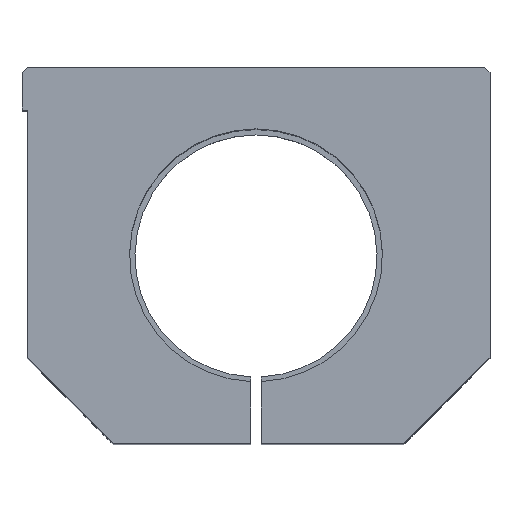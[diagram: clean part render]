
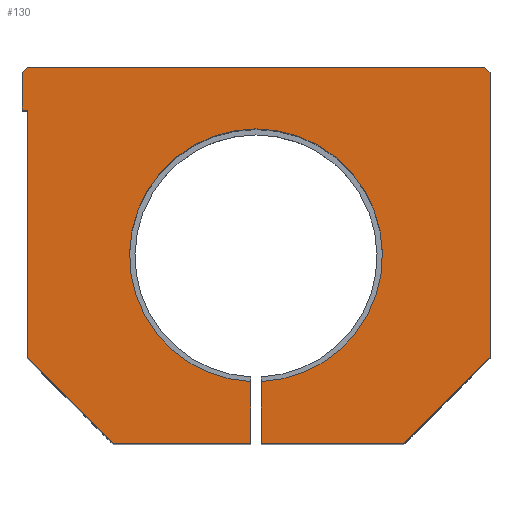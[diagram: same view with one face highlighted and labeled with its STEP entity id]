
A CAD part, top view. The second image highlights one B-rep face of the part: STEP entity #130.
In plain terms, the highlighted planar face has unit normal (0, 0, 1).
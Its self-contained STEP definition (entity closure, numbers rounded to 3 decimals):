
#130 = ADVANCED_FACE( '', ( #321 ), #322, .T. );
#321 = FACE_OUTER_BOUND( '', #584, .T. );
#322 = PLANE( '', #585 );
#584 = EDGE_LOOP( '', ( #927, #928, #929, #930, #931, #932, #933, #934, #935, #936, #937, #938, #939, #940 ) );
#585 = AXIS2_PLACEMENT_3D( '', #941, #942, #943 );
#927 = ORIENTED_EDGE( '', *, *, #1430, .F. );
#928 = ORIENTED_EDGE( '', *, *, #1492, .T. );
#929 = ORIENTED_EDGE( '', *, *, #1493, .T. );
#930 = ORIENTED_EDGE( '', *, *, #1494, .T. );
#931 = ORIENTED_EDGE( '', *, *, #1421, .T. );
#932 = ORIENTED_EDGE( '', *, *, #1454, .T. );
#933 = ORIENTED_EDGE( '', *, *, #1495, .T. );
#934 = ORIENTED_EDGE( '', *, *, #1476, .T. );
#935 = ORIENTED_EDGE( '', *, *, #1496, .T. );
#936 = ORIENTED_EDGE( '', *, *, #1497, .T. );
#937 = ORIENTED_EDGE( '', *, *, #1498, .T. );
#938 = ORIENTED_EDGE( '', *, *, #1499, .T. );
#939 = ORIENTED_EDGE( '', *, *, #1500, .T. );
#940 = ORIENTED_EDGE( '', *, *, #1501, .T. );
#941 = CARTESIAN_POINT( '', ( 0., 0., 152. ) );
#942 = DIRECTION( '', ( 0., 0., 1. ) );
#943 = DIRECTION( '', ( 1., 0., 0. ) );
#1421 = EDGE_CURVE( '', #1679, #1677, #1680, .T. );
#1430 = EDGE_CURVE( '', #1693, #1694, #1695, .T. );
#1454 = EDGE_CURVE( '', #1677, #1737, #1739, .T. );
#1476 = EDGE_CURVE( '', #1776, #1774, #1777, .T. );
#1492 = EDGE_CURVE( '', #1693, #1802, #1803, .T. );
#1493 = EDGE_CURVE( '', #1802, #1804, #1805, .T. );
#1494 = EDGE_CURVE( '', #1804, #1679, #1806, .T. );
#1495 = EDGE_CURVE( '', #1737, #1776, #1807, .T. );
#1496 = EDGE_CURVE( '', #1774, #1808, #1809, .T. );
#1497 = EDGE_CURVE( '', #1808, #1810, #1811, .T. );
#1498 = EDGE_CURVE( '', #1810, #1812, #1813, .T. );
#1499 = EDGE_CURVE( '', #1812, #1814, #1815, .T. );
#1500 = EDGE_CURVE( '', #1814, #1816, #1817, .T. );
#1501 = EDGE_CURVE( '', #1816, #1694, #1818, .T. );
#1677 = VERTEX_POINT( '', #2042 );
#1679 = VERTEX_POINT( '', #2045 );
#1680 = LINE( '', #2046, #2047 );
#1693 = VERTEX_POINT( '', #2064 );
#1694 = VERTEX_POINT( '', #2065 );
#1695 = LINE( '', #2066, #2067 );
#1737 = VERTEX_POINT( '', #2125 );
#1739 = LINE( '', #2128, #2129 );
#1774 = VERTEX_POINT( '', #2230 );
#1776 = VERTEX_POINT( '', #2233 );
#1777 = LINE( '', #2234, #2235 );
#1802 = VERTEX_POINT( '', #2266 );
#1803 = LINE( '', #2267, #2268 );
#1804 = VERTEX_POINT( '', #2269 );
#1805 = LINE( '', #2270, #2271 );
#1806 = LINE( '', #2272, #2273 );
#1807 = LINE( '', #2274, #2275 );
#1808 = VERTEX_POINT( '', #2276 );
#1809 = LINE( '', #2277, #2278 );
#1810 = VERTEX_POINT( '', #2279 );
#1811 = LINE( '', #2280, #2281 );
#1812 = VERTEX_POINT( '', #2282 );
#1813 = LINE( '', #2283, #2284 );
#1814 = VERTEX_POINT( '', #2285 );
#1815 = LINE( '', #2286, #2287 );
#1816 = VERTEX_POINT( '', #2288 );
#1817 = LINE( '', #2289, #2290 );
#1818 = CIRCLE( '', #2291, 23.5 );
#2042 = CARTESIAN_POINT( '', ( 42.5, 70., 152. ) );
#2045 = CARTESIAN_POINT( '', ( 43.5, 69., 152. ) );
#2046 = CARTESIAN_POINT( '', ( 43.5, 69., 152. ) );
#2047 = VECTOR( '', #2564, 1000. );
#2064 = CARTESIAN_POINT( '', ( 1., 0., 152. ) );
#2065 = CARTESIAN_POINT( '', ( 1., 11.521, 152. ) );
#2066 = CARTESIAN_POINT( '', ( 1., 0., 152. ) );
#2067 = VECTOR( '', #2575, 1000. );
#2125 = CARTESIAN_POINT( '', ( -42.5, 70., 152. ) );
#2128 = CARTESIAN_POINT( '', ( 42.5, 70., 152. ) );
#2129 = VECTOR( '', #2605, 1000. );
#2230 = CARTESIAN_POINT( '', ( -43.5, 62., 152. ) );
#2233 = CARTESIAN_POINT( '', ( -43.5, 69., 152. ) );
#2234 = CARTESIAN_POINT( '', ( -43.5, 69., 152. ) );
#2235 = VECTOR( '', #2635, 1000. );
#2266 = CARTESIAN_POINT( '', ( 27.5, 0., 152. ) );
#2267 = CARTESIAN_POINT( '', ( -26.5, 0., 152. ) );
#2268 = VECTOR( '', #2657, 1000. );
#2269 = CARTESIAN_POINT( '', ( 43.5, 16., 152. ) );
#2270 = CARTESIAN_POINT( '', ( 27.5, 0., 152. ) );
#2271 = VECTOR( '', #2658, 1000. );
#2272 = CARTESIAN_POINT( '', ( 43.5, 16., 152. ) );
#2273 = VECTOR( '', #2659, 1000. );
#2274 = CARTESIAN_POINT( '', ( -42.5, 70., 152. ) );
#2275 = VECTOR( '', #2660, 1000. );
#2276 = CARTESIAN_POINT( '', ( -42.5, 62., 152. ) );
#2277 = CARTESIAN_POINT( '', ( -43.5, 62., 152. ) );
#2278 = VECTOR( '', #2661, 1000. );
#2279 = CARTESIAN_POINT( '', ( -42.5, 16., 152. ) );
#2280 = CARTESIAN_POINT( '', ( -42.5, 62., 152. ) );
#2281 = VECTOR( '', #2662, 1000. );
#2282 = CARTESIAN_POINT( '', ( -26.5, 0., 152. ) );
#2283 = CARTESIAN_POINT( '', ( -42.5, 16., 152. ) );
#2284 = VECTOR( '', #2663, 1000. );
#2285 = CARTESIAN_POINT( '', ( -1., 0., 152. ) );
#2286 = CARTESIAN_POINT( '', ( -26.5, 0., 152. ) );
#2287 = VECTOR( '', #2664, 1000. );
#2288 = CARTESIAN_POINT( '', ( -1., 11.521, 152. ) );
#2289 = CARTESIAN_POINT( '', ( -1., 0., 152. ) );
#2290 = VECTOR( '', #2665, 1000. );
#2291 = AXIS2_PLACEMENT_3D( '', #2666, #2667, #2668 );
#2564 = DIRECTION( '', ( -0.707, 0.707, 0. ) );
#2575 = DIRECTION( '', ( 0., 1., 0. ) );
#2605 = DIRECTION( '', ( -1., 0., 0. ) );
#2635 = DIRECTION( '', ( 0., -1., 0. ) );
#2657 = DIRECTION( '', ( 1., 0., 0. ) );
#2658 = DIRECTION( '', ( 0.707, 0.707, 0. ) );
#2659 = DIRECTION( '', ( 0., 1., 0. ) );
#2660 = DIRECTION( '', ( -0.707, -0.707, 0. ) );
#2661 = DIRECTION( '', ( 1., 0., 0. ) );
#2662 = DIRECTION( '', ( 0., -1., 0. ) );
#2663 = DIRECTION( '', ( 0.707, -0.707, 0. ) );
#2664 = DIRECTION( '', ( 1., 0., 0. ) );
#2665 = DIRECTION( '', ( 0., 1., 0. ) );
#2666 = CARTESIAN_POINT( '', ( 0., 35., 152. ) );
#2667 = DIRECTION( '', ( 0., 0., -1. ) );
#2668 = DIRECTION( '', ( -1., 0., 0. ) );
